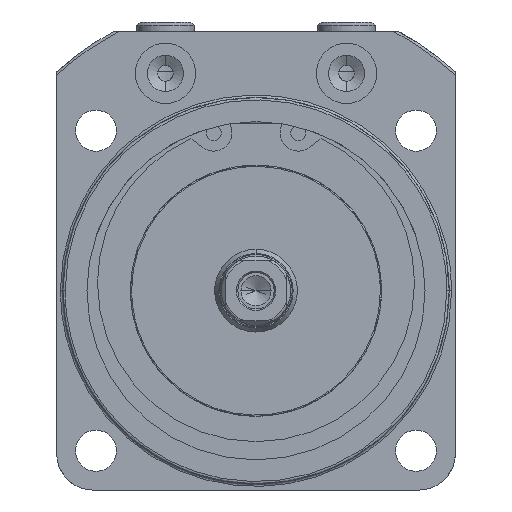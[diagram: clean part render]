
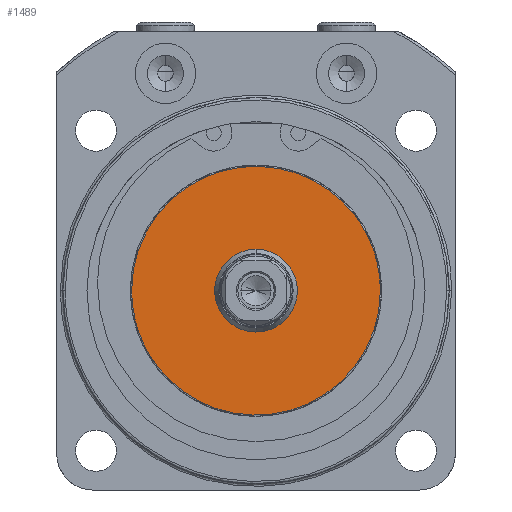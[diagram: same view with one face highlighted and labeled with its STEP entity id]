
A CAD part, front view. The second image highlights one B-rep face of the part: STEP entity #1489.
In plain terms, the highlighted planar face has unit normal (0, -1, 0).
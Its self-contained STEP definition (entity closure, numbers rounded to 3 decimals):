
#329 = CARTESIAN_POINT ( 'NONE',  ( -20.6, -113.2, 0. ) ) ;
#346 = CARTESIAN_POINT ( 'NONE',  ( 20.6, -113.2, 0. ) ) ;
#422 = CARTESIAN_POINT ( 'NONE',  ( -6.85, -113.2, 0. ) ) ;
#423 = CARTESIAN_POINT ( 'NONE',  ( 6.85, -113.2, 0. ) ) ;
#1230 = FACE_BOUND ( 'NONE', #11911, .T. ) ;
#1248 = FACE_OUTER_BOUND ( 'NONE', #11948, .T. ) ;
#1489 = ADVANCED_FACE ( 'NONE', ( #1230, #1248 ), #5179, .F. ) ;
#2265 = CARTESIAN_POINT ( 'NONE',  ( 20.6, -113.2, 0. ) ) ;
#2266 = CARTESIAN_POINT ( 'NONE',  ( -20.6, -113.2, 0. ) ) ;
#2270 = CARTESIAN_POINT ( 'NONE',  ( 20.6, -113.2, 41.2 ) ) ;
#2271 = CARTESIAN_POINT ( 'NONE',  ( -20.6, -113.2, 41.2 ) ) ;
#2295 = DIRECTION ( 'NONE',  ( 1., 0., 0. ) ) ;
#2296 = DIRECTION ( 'NONE',  ( 0., -1., 0. ) ) ;
#2297 = CARTESIAN_POINT ( 'NONE',  ( 0., -113.2, 0. ) ) ;
#2625 = DIRECTION ( 'NONE',  ( 1., 0., 0. ) ) ;
#2626 = DIRECTION ( 'NONE',  ( 0., -1., 0. ) ) ;
#2627 = CARTESIAN_POINT ( 'NONE',  ( 0., -113.2, 0. ) ) ;
#2683 =( BOUNDED_CURVE ( )  B_SPLINE_CURVE ( 3, ( #2266, #2271, #2270, #2265 ),
 .UNSPECIFIED., .F., .F. ) 
 B_SPLINE_CURVE_WITH_KNOTS ( ( 4, 4 ),
 ( 0., 1. ),
 .UNSPECIFIED. ) 
 CURVE ( )  GEOMETRIC_REPRESENTATION_ITEM ( )  RATIONAL_B_SPLINE_CURVE ( ( 1., 0.333, 0.333, 1. ) ) 
 REPRESENTATION_ITEM ( '' )  );
#3811 = CARTESIAN_POINT ( 'NONE',  ( 20.6, -113.2, 0. ) ) ;
#3812 = CARTESIAN_POINT ( 'NONE',  ( 20.6, -113.2, -41.2 ) ) ;
#3816 = CARTESIAN_POINT ( 'NONE',  ( -20.6, -113.2, -41.2 ) ) ;
#3817 = CARTESIAN_POINT ( 'NONE',  ( -20.6, -113.2, 0. ) ) ;
#4068 = EDGE_CURVE ( 'NONE', #7046, #7047, #9490, .T. ) ;
#4686 = EDGE_CURVE ( 'NONE', #7047, #7046, #9927, .T. ) ;
#4695 = EDGE_CURVE ( 'NONE', #6508, #6766, #2683, .T. ) ;
#4918 = EDGE_CURVE ( 'NONE', #6766, #6508, #9082, .T. ) ;
#5177 = DIRECTION ( 'NONE',  ( -1., 0., 0. ) ) ;
#5178 = DIRECTION ( 'NONE',  ( 0., 1., 0. ) ) ;
#5179 = PLANE ( 'NONE',  #7259 ) ;
#5183 = CARTESIAN_POINT ( 'NONE',  ( -20.6, -113.2, 0. ) ) ;
#6508 = VERTEX_POINT ( 'NONE', #329 ) ;
#6766 = VERTEX_POINT ( 'NONE', #346 ) ;
#7046 = VERTEX_POINT ( 'NONE', #422 ) ;
#7047 = VERTEX_POINT ( 'NONE', #423 ) ;
#7259 = AXIS2_PLACEMENT_3D ( 'NONE', #5183, #5178, #5177 ) ;
#9082 =( BOUNDED_CURVE ( )  B_SPLINE_CURVE ( 3, ( #3811, #3812, #3816, #3817 ),
 .UNSPECIFIED., .F., .F. ) 
 B_SPLINE_CURVE_WITH_KNOTS ( ( 4, 4 ),
 ( 0., 1. ),
 .UNSPECIFIED. ) 
 CURVE ( )  GEOMETRIC_REPRESENTATION_ITEM ( )  RATIONAL_B_SPLINE_CURVE ( ( 1., 0.333, 0.333, 1. ) ) 
 REPRESENTATION_ITEM ( '' )  );
#9336 = ORIENTED_EDGE ( 'NONE', *, *, #4686, .F. ) ;
#9337 = ORIENTED_EDGE ( 'NONE', *, *, #4068, .F. ) ;
#9338 = ORIENTED_EDGE ( 'NONE', *, *, #4918, .F. ) ;
#9339 = ORIENTED_EDGE ( 'NONE', *, *, #4695, .F. ) ;
#9490 = CIRCLE ( 'NONE', #10552, 6.85 ) ;
#9927 = CIRCLE ( 'NONE', #10592, 6.85 ) ;
#10552 = AXIS2_PLACEMENT_3D ( 'NONE', #2627, #2626, #2625 ) ;
#10592 = AXIS2_PLACEMENT_3D ( 'NONE', #2297, #2296, #2295 ) ;
#11911 = EDGE_LOOP ( 'NONE', ( #9336, #9337 ) ) ;
#11948 = EDGE_LOOP ( 'NONE', ( #9338, #9339 ) ) ;
